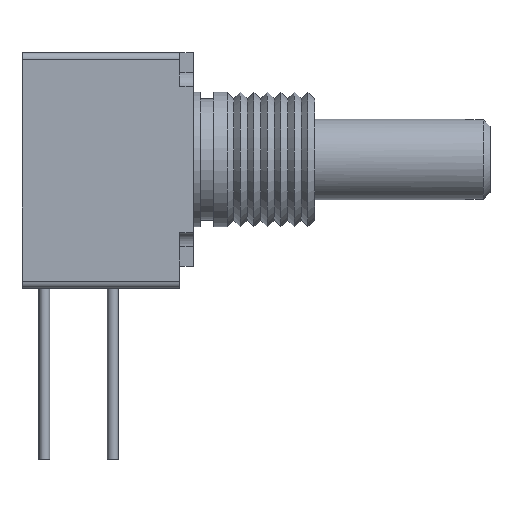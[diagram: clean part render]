
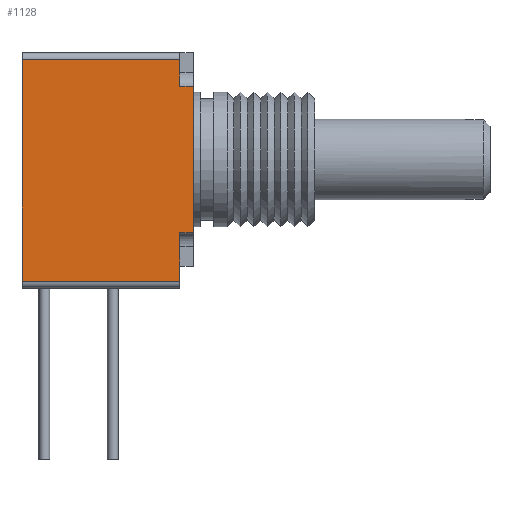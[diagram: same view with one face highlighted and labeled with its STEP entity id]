
A CAD part, left-side view. The second image highlights one B-rep face of the part: STEP entity #1128.
In plain terms, the highlighted planar face has unit normal (-1, 0, 0).
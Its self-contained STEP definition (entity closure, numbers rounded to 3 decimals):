
#207=FACE_OUTER_BOUND($,#299,.T.);
#299=EDGE_LOOP($,(#942,#943,#944,#945,#946,#947,#948,#949));
#384=LINE($,#1746,#456);
#396=LINE($,#1809,#468);
#399=LINE($,#1819,#471);
#402=LINE($,#1827,#474);
#414=LINE($,#1861,#486);
#417=LINE($,#1867,#489);
#425=LINE($,#1885,#497);
#431=LINE($,#1901,#503);
#456=VECTOR($,#1364,10.84);
#468=VECTOR($,#1434,16.45);
#471=VECTOR($,#1443,1.);
#474=VECTOR($,#1452,3.61);
#486=VECTOR($,#1484,1.);
#489=VECTOR($,#1489,2.);
#497=VECTOR($,#1511,11.7);
#503=VECTOR($,#1535,11.7);
#530=VERTEX_POINT($,#1743);
#531=VERTEX_POINT($,#1745);
#552=VERTEX_POINT($,#1806);
#553=VERTEX_POINT($,#1808);
#557=VERTEX_POINT($,#1818);
#559=VERTEX_POINT($,#1826);
#571=VERTEX_POINT($,#1860);
#573=VERTEX_POINT($,#1866);
#640=EDGE_CURVE($,#530,#531,#384,.T.);
#667=EDGE_CURVE($,#553,#552,#396,.T.);
#672=EDGE_CURVE($,#557,#531,#399,.T.);
#676=EDGE_CURVE($,#559,#557,#402,.T.);
#693=EDGE_CURVE($,#530,#571,#414,.T.);
#696=EDGE_CURVE($,#571,#573,#417,.T.);
#706=EDGE_CURVE($,#553,#573,#425,.T.);
#713=EDGE_CURVE($,#552,#559,#431,.T.);
#942=ORIENTED_EDGE($,*,*,#672,.T.);
#943=ORIENTED_EDGE($,*,*,#640,.F.);
#944=ORIENTED_EDGE($,*,*,#693,.T.);
#945=ORIENTED_EDGE($,*,*,#696,.T.);
#946=ORIENTED_EDGE($,*,*,#706,.F.);
#947=ORIENTED_EDGE($,*,*,#667,.T.);
#948=ORIENTED_EDGE($,*,*,#713,.T.);
#949=ORIENTED_EDGE($,*,*,#676,.T.);
#1070=PLANE($,#1253);
#1128=ADVANCED_FACE($,(#207),#1070,.T.);
#1253=AXIS2_PLACEMENT_3D($,#1902,#1536,#1537);
#1364=DIRECTION($,(0.,0.,-1.));
#1434=DIRECTION($,(0.,0.,-1.));
#1443=DIRECTION($,(0.,-1.,0.));
#1452=DIRECTION($,(0.,0.,1.));
#1484=DIRECTION($,(0.,1.,0.));
#1489=DIRECTION($,(0.,0.,1.));
#1511=DIRECTION($,(0.,-1.,0.));
#1535=DIRECTION($,(0.,-1.,0.));
#1536=DIRECTION('center_axis',(-1.,0.,0.));
#1537=DIRECTION('ref_axis',(0.,0.,-1.));
#1743=CARTESIAN_POINT('',(-7.94,-8.51,14.95));
#1745=CARTESIAN_POINT('',(-7.94,-8.51,4.11));
#1746=CARTESIAN_POINT($,(-7.94,-8.51,16.95));
#1806=CARTESIAN_POINT('',(-7.94,4.19,0.5));
#1808=CARTESIAN_POINT('',(-7.94,4.19,16.95));
#1809=CARTESIAN_POINT($,(-7.94,4.19,16.95));
#1818=CARTESIAN_POINT('',(-7.94,-7.51,4.11));
#1819=CARTESIAN_POINT($,(-7.94,-1.66,4.11));
#1826=CARTESIAN_POINT('',(-7.94,-7.51,0.5));
#1827=CARTESIAN_POINT($,(-7.94,-7.51,8.935));
#1860=CARTESIAN_POINT('',(-7.94,-7.51,14.95));
#1861=CARTESIAN_POINT($,(-7.94,-1.66,14.95));
#1866=CARTESIAN_POINT('',(-7.94,-7.51,16.95));
#1867=CARTESIAN_POINT($,(-7.94,-7.51,17.545));
#1885=CARTESIAN_POINT($,(-7.94,4.19,16.95));
#1901=CARTESIAN_POINT($,(-7.94,4.19,0.5));
#1902=CARTESIAN_POINT('Origin',(-7.94,4.19,16.95));
